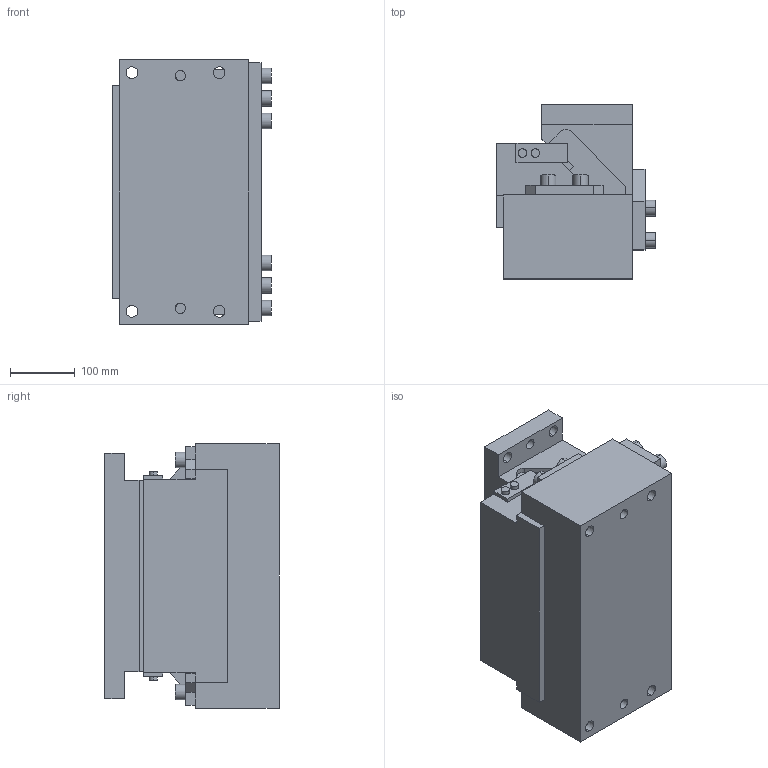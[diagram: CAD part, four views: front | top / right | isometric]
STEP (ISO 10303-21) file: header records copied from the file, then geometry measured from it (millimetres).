
FILE_DESCRIPTION(('CATIA V5 STEP Exchange'),'2;1');
FILE_NAME('CDCA_300_00_40.stp','2018-09-24T14:23:00+00:00',('none'),('none'),'CATIA Version 5 Release 20 GA (IN-10)','CATIA V5 STEP AP203','none');
FILE_SCHEMA(('CONFIG_CONTROL_DESIGN'));
Length unit declared in the file: millimetre
Products named in the file (1): CDCA_300_00_40
Bounding box: 246 x 270 x 410 mm (x, y, z)
Volume: 17123630.2 mm3; surface area: 1059874.8 mm2
Topology: 3 solids, 9 shells, 247 faces, 697 edges, 485 vertices
Faces by surface type: plane 161, cylinder 78, cone 8
Entity records: 8129 total; most frequent: CARTESIAN_POINT 1834, ORIENTED_EDGE 1378, DIRECTION 1073, EDGE_CURVE 689, VERTEX_POINT 485, VECTOR 451, LINE 451, AXIS2_PLACEMENT_3D 414
